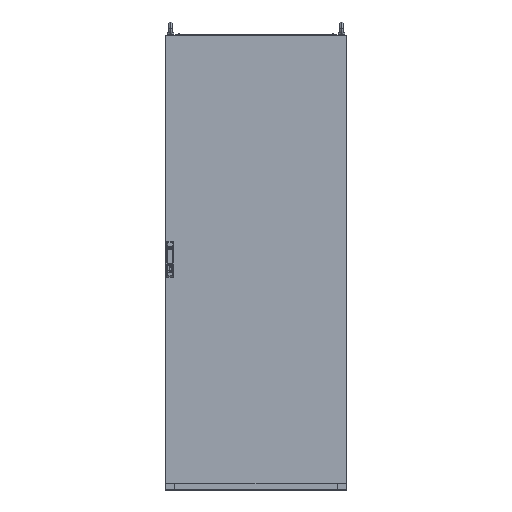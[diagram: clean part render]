
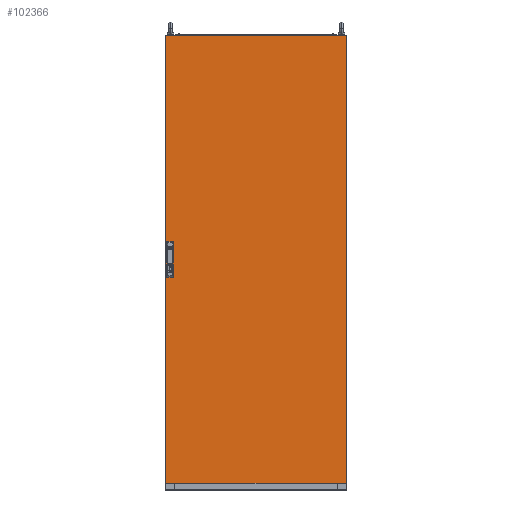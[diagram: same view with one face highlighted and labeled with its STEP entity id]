
A CAD part, top view. The second image highlights one B-rep face of the part: STEP entity #102366.
In plain terms, the highlighted planar face has unit normal (0, 0, 1).
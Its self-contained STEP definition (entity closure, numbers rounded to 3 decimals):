
#3422 = CARTESIAN_POINT ( 'NONE',  ( 397., 997., 0. ) ) ;
#3969 = PLANE ( 'NONE',  #47975 ) ;
#5288 = VERTEX_POINT ( 'NONE', #5726 ) ;
#5726 = CARTESIAN_POINT ( 'NONE',  ( -397., -970., 0. ) ) ;
#5739 = CARTESIAN_POINT ( 'NONE',  ( -397., -970., 0. ) ) ;
#6338 = DIRECTION ( 'NONE',  ( 0., 1., 0. ) ) ;
#6342 = CARTESIAN_POINT ( 'NONE',  ( -365.7, -11.5, 0. ) ) ;
#6749 = VERTEX_POINT ( 'NONE', #156302 ) ;
#7411 = DIRECTION ( 'NONE',  ( 1., 0., 0. ) ) ;
#9993 = CARTESIAN_POINT ( 'NONE',  ( -365.7, -61.5, 0. ) ) ;
#10176 = VERTEX_POINT ( 'NONE', #136257 ) ;
#14391 = LINE ( 'NONE', #89378, #90489 ) ;
#16488 = CARTESIAN_POINT ( 'NONE',  ( -397., 997., 0. ) ) ;
#17605 = DIRECTION ( 'NONE',  ( -1., 0., 0. ) ) ;
#17903 = VERTEX_POINT ( 'NONE', #28937 ) ;
#20818 = ORIENTED_EDGE ( 'NONE', *, *, #125932, .T. ) ;
#23983 = EDGE_CURVE ( 'NONE', #40411, #99776, #105035, .T. ) ;
#24861 = ORIENTED_EDGE ( 'NONE', *, *, #38055, .F. ) ;
#28370 = CARTESIAN_POINT ( 'NONE',  ( -365.7, 88.5, 0. ) ) ;
#28937 = CARTESIAN_POINT ( 'NONE',  ( -365.7, -61.5, 0. ) ) ;
#30666 = CARTESIAN_POINT ( 'NONE',  ( 0., 0., 0. ) ) ;
#33009 = ORIENTED_EDGE ( 'NONE', *, *, #119101, .F. ) ;
#33371 = DIRECTION ( 'NONE',  ( 0., 1., 0. ) ) ;
#34419 = VECTOR ( 'NONE', #6338, 1000. ) ;
#35205 = ORIENTED_EDGE ( 'NONE', *, *, #164431, .F. ) ;
#36503 = VECTOR ( 'NONE', #81657, 1000. ) ;
#36576 = LINE ( 'NONE', #85795, #97878 ) ;
#38055 = EDGE_CURVE ( 'NONE', #50520, #48413, #156264, .T. ) ;
#39379 = CARTESIAN_POINT ( 'NONE',  ( 397., 997., 0. ) ) ;
#40411 = VERTEX_POINT ( 'NONE', #52278 ) ;
#41769 = EDGE_LOOP ( 'NONE', ( #153424, #35205, #162708, #120083 ) ) ;
#42216 = CARTESIAN_POINT ( 'NONE',  ( -365.7, 38.5, 0. ) ) ;
#42786 = DIRECTION ( 'NONE',  ( 0., -1., 0. ) ) ;
#46467 = VECTOR ( 'NONE', #33371, 1000. ) ;
#47975 = AXIS2_PLACEMENT_3D ( 'NONE', #30666, #54822, #157184 ) ;
#48413 = VERTEX_POINT ( 'NONE', #147193 ) ;
#50293 = VECTOR ( 'NONE', #17605, 1000. ) ;
#50520 = VERTEX_POINT ( 'NONE', #110073 ) ;
#52278 = CARTESIAN_POINT ( 'NONE',  ( 397., -970., 0. ) ) ;
#54822 = DIRECTION ( 'NONE',  ( 0., 0., 1. ) ) ;
#55106 = CARTESIAN_POINT ( 'NONE',  ( -397., 997., 0. ) ) ;
#57353 = VERTEX_POINT ( 'NONE', #73742 ) ;
#61346 = VECTOR ( 'NONE', #82242, 1000. ) ;
#64559 = ORIENTED_EDGE ( 'NONE', *, *, #137108, .T. ) ;
#65127 = EDGE_CURVE ( 'NONE', #71979, #65883, #103660, .T. ) ;
#65194 = DIRECTION ( 'NONE',  ( 1., 0., 0. ) ) ;
#65872 = EDGE_CURVE ( 'NONE', #48413, #6749, #82236, .T. ) ;
#65883 = VERTEX_POINT ( 'NONE', #130396 ) ;
#67378 = FACE_BOUND ( 'NONE', #116924, .T. ) ;
#71979 = VERTEX_POINT ( 'NONE', #147420 ) ;
#73366 = VECTOR ( 'NONE', #92314, 1000. ) ;
#73742 = CARTESIAN_POINT ( 'NONE',  ( -397., 997., 0. ) ) ;
#77395 = VECTOR ( 'NONE', #7411, 1000. ) ;
#78841 = ORIENTED_EDGE ( 'NONE', *, *, #81905, .F. ) ;
#80662 = LINE ( 'NONE', #16488, #73366 ) ;
#81657 = DIRECTION ( 'NONE',  ( -1., 0., 0. ) ) ;
#81905 = EDGE_CURVE ( 'NONE', #10176, #50520, #36576, .T. ) ;
#82236 = LINE ( 'NONE', #42216, #34419 ) ;
#82242 = DIRECTION ( 'NONE',  ( -1., 0., 0. ) ) ;
#83949 = EDGE_CURVE ( 'NONE', #17903, #100382, #122418, .T. ) ;
#85445 = ORIENTED_EDGE ( 'NONE', *, *, #65872, .F. ) ;
#85795 = CARTESIAN_POINT ( 'NONE',  ( -390.7, 38.5, 0. ) ) ;
#89378 = CARTESIAN_POINT ( 'NONE',  ( -365.7, -61.5, 0. ) ) ;
#90489 = VECTOR ( 'NONE', #65194, 1000. ) ;
#91794 = DIRECTION ( 'NONE',  ( 0., 1., 0. ) ) ;
#92314 = DIRECTION ( 'NONE',  ( 0., -1., 0. ) ) ;
#97878 = VECTOR ( 'NONE', #98274, 1000. ) ;
#98139 = ORIENTED_EDGE ( 'NONE', *, *, #105458, .T. ) ;
#98274 = DIRECTION ( 'NONE',  ( 0., -1., 0. ) ) ;
#99776 = VERTEX_POINT ( 'NONE', #39379 ) ;
#100382 = VERTEX_POINT ( 'NONE', #111513 ) ;
#102366 = ADVANCED_FACE ( 'NONE', ( #67378, #131320, #118077 ), #3969, .T. ) ;
#103660 = LINE ( 'NONE', #117755, #132360 ) ;
#104687 = DIRECTION ( 'NONE',  ( 1., 0., 0. ) ) ;
#105035 = LINE ( 'NONE', #3422, #127275 ) ;
#105458 = EDGE_CURVE ( 'NONE', #57353, #5288, #80662, .T. ) ;
#107357 = LINE ( 'NONE', #5739, #77395 ) ;
#107403 = LINE ( 'NONE', #28370, #36503 ) ;
#110073 = CARTESIAN_POINT ( 'NONE',  ( -390.7, 38.5, 0. ) ) ;
#111513 = CARTESIAN_POINT ( 'NONE',  ( -365.7, -11.5, 0. ) ) ;
#116924 = EDGE_LOOP ( 'NONE', ( #78841, #33009, #85445, #24861 ) ) ;
#117755 = CARTESIAN_POINT ( 'NONE',  ( -390.7, -61.5, 0. ) ) ;
#118077 = FACE_OUTER_BOUND ( 'NONE', #162916, .T. ) ;
#118338 = LINE ( 'NONE', #55106, #50293 ) ;
#119101 = EDGE_CURVE ( 'NONE', #6749, #10176, #107403, .T. ) ;
#120083 = ORIENTED_EDGE ( 'NONE', *, *, #163998, .F. ) ;
#122418 = LINE ( 'NONE', #9993, #46467 ) ;
#125932 = EDGE_CURVE ( 'NONE', #5288, #40411, #107357, .T. ) ;
#127275 = VECTOR ( 'NONE', #91794, 1000. ) ;
#130396 = CARTESIAN_POINT ( 'NONE',  ( -390.7, -61.5, 0. ) ) ;
#131320 = FACE_BOUND ( 'NONE', #41769, .T. ) ;
#131705 = VECTOR ( 'NONE', #104687, 1000. ) ;
#132360 = VECTOR ( 'NONE', #42786, 1000. ) ;
#135258 = ORIENTED_EDGE ( 'NONE', *, *, #23983, .T. ) ;
#136257 = CARTESIAN_POINT ( 'NONE',  ( -390.7, 88.5, 0. ) ) ;
#137108 = EDGE_CURVE ( 'NONE', #99776, #57353, #118338, .T. ) ;
#147193 = CARTESIAN_POINT ( 'NONE',  ( -365.7, 38.5, 0. ) ) ;
#147420 = CARTESIAN_POINT ( 'NONE',  ( -390.7, -11.5, 0. ) ) ;
#153424 = ORIENTED_EDGE ( 'NONE', *, *, #65127, .F. ) ;
#155450 = CARTESIAN_POINT ( 'NONE',  ( -365.7, 38.5, 0. ) ) ;
#156264 = LINE ( 'NONE', #155450, #131705 ) ;
#156302 = CARTESIAN_POINT ( 'NONE',  ( -365.7, 88.5, 0. ) ) ;
#157082 = LINE ( 'NONE', #6342, #61346 ) ;
#157184 = DIRECTION ( 'NONE',  ( 1., 0., 0. ) ) ;
#162708 = ORIENTED_EDGE ( 'NONE', *, *, #83949, .F. ) ;
#162916 = EDGE_LOOP ( 'NONE', ( #98139, #20818, #135258, #64559 ) ) ;
#163998 = EDGE_CURVE ( 'NONE', #65883, #17903, #14391, .T. ) ;
#164431 = EDGE_CURVE ( 'NONE', #100382, #71979, #157082, .T. ) ;
